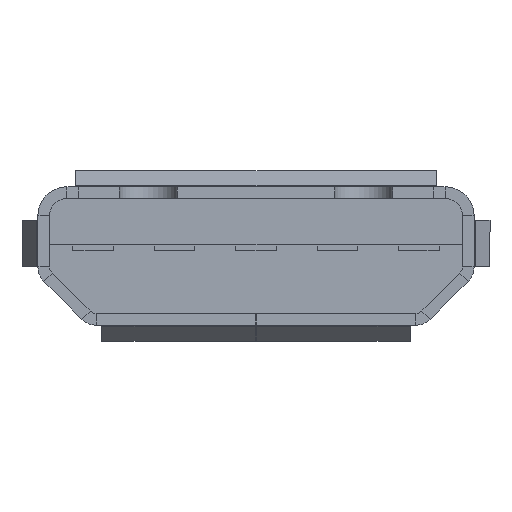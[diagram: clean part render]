
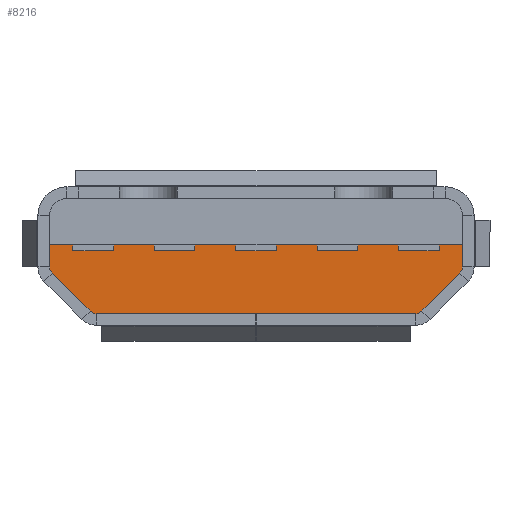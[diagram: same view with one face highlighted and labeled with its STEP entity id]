
A CAD part, front view. The second image highlights one B-rep face of the part: STEP entity #8216.
In plain terms, the highlighted planar face has unit normal (0, -1, 0).
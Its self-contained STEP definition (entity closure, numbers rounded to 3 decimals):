
#96 = CARTESIAN_POINT ( 'NONE',  ( 3.55, 2.6, -0.5 ) ) ;
#97 = VECTOR ( 'NONE', #5205, 1000. ) ;
#105 = EDGE_CURVE ( 'NONE', #7980, #550, #4562, .T. ) ;
#327 = DIRECTION ( 'NONE',  ( 1., 0., 0. ) ) ;
#351 = PLANE ( 'NONE',  #7259 ) ;
#377 = AXIS2_PLACEMENT_3D ( 'NONE', #3807, #4393, #8173 ) ;
#383 = ORIENTED_EDGE ( 'NONE', *, *, #2562, .T. ) ;
#550 = VERTEX_POINT ( 'NONE', #8056 ) ;
#568 = CARTESIAN_POINT ( 'NONE',  ( 3.55, 2.6, -1.377 ) ) ;
#996 = VERTEX_POINT ( 'NONE', #5034 ) ;
#1044 = ORIENTED_EDGE ( 'NONE', *, *, #7926, .T. ) ;
#1236 = CARTESIAN_POINT ( 'NONE',  ( 2.853, 2.6, -2.136 ) ) ;
#1246 = CARTESIAN_POINT ( 'NONE',  ( 2.747, 2.6, -2.03 ) ) ;
#1342 = ORIENTED_EDGE ( 'NONE', *, *, #105, .T. ) ;
#1369 = VERTEX_POINT ( 'NONE', #2757 ) ;
#1480 = VERTEX_POINT ( 'NONE', #2817 ) ;
#1525 = CARTESIAN_POINT ( 'NONE',  ( -3.506, 2.6, -1.483 ) ) ;
#1727 = LINE ( 'NONE', #8233, #2334 ) ;
#1846 = LINE ( 'NONE', #96, #97 ) ;
#2019 = CARTESIAN_POINT ( 'NONE',  ( -2.853, 2.6, -2.136 ) ) ;
#2054 = DIRECTION ( 'NONE',  ( 0., 0., -1. ) ) ;
#2098 = ORIENTED_EDGE ( 'NONE', *, *, #4241, .T. ) ;
#2181 = DIRECTION ( 'NONE',  ( -1., 0., 0. ) ) ;
#2334 = VECTOR ( 'NONE', #6410, 1000. ) ;
#2359 = VECTOR ( 'NONE', #2054, 1000. ) ;
#2537 = DIRECTION ( 'NONE',  ( 0.707, 0., 0.707 ) ) ;
#2552 = EDGE_CURVE ( 'NONE', #7649, #7980, #1727, .T. ) ;
#2562 = EDGE_CURVE ( 'NONE', #5591, #7377, #7713, .T. ) ;
#2594 = CARTESIAN_POINT ( 'NONE',  ( -3.4, 2.6, -1.377 ) ) ;
#2630 = EDGE_CURVE ( 'NONE', #2993, #1480, #5314, .T. ) ;
#2642 = FACE_OUTER_BOUND ( 'NONE', #3598, .T. ) ;
#2678 = DIRECTION ( 'NONE',  ( 1., 0., 0. ) ) ;
#2747 = CARTESIAN_POINT ( 'NONE',  ( -3.55, 2.6, -1.377 ) ) ;
#2757 = CARTESIAN_POINT ( 'NONE',  ( 2.853, 2.6, -2.136 ) ) ;
#2775 = CARTESIAN_POINT ( 'NONE',  ( 3.506, 2.6, -1.483 ) ) ;
#2817 = CARTESIAN_POINT ( 'NONE',  ( 3.55, 2.6, -1. ) ) ;
#2993 = VERTEX_POINT ( 'NONE', #3516 ) ;
#3181 = ORIENTED_EDGE ( 'NONE', *, *, #2552, .T. ) ;
#3290 = VECTOR ( 'NONE', #327, 1000. ) ;
#3309 = AXIS2_PLACEMENT_3D ( 'NONE', #2594, #5252, #2678 ) ;
#3514 = ORIENTED_EDGE ( 'NONE', *, *, #4632, .T. ) ;
#3516 = CARTESIAN_POINT ( 'NONE',  ( -3.55, 2.6, -1. ) ) ;
#3598 = EDGE_LOOP ( 'NONE', ( #6715, #5080, #3514, #3181, #1342, #5144, #2098, #1044, #383, #6925 ) ) ;
#3740 = CIRCLE ( 'NONE', #3309, 0.15 ) ;
#3798 = LINE ( 'NONE', #6451, #3290 ) ;
#3807 = CARTESIAN_POINT ( 'NONE',  ( -2.747, 2.6, -2.03 ) ) ;
#3955 = EDGE_CURVE ( 'NONE', #550, #5299, #3798, .T. ) ;
#4162 = CARTESIAN_POINT ( 'NONE',  ( 3.25, 2.6, -0.5 ) ) ;
#4240 = VECTOR ( 'NONE', #5748, 1000. ) ;
#4241 = EDGE_CURVE ( 'NONE', #5299, #1369, #6282, .T. ) ;
#4393 = DIRECTION ( 'NONE',  ( 0., -1., 0. ) ) ;
#4562 = CIRCLE ( 'NONE', #377, 0.15 ) ;
#4632 = EDGE_CURVE ( 'NONE', #996, #7649, #3740, .T. ) ;
#4636 = EDGE_CURVE ( 'NONE', #7377, #1480, #1846, .T. ) ;
#4814 = DIRECTION ( 'NONE',  ( 0., 1., 0. ) ) ;
#4948 = DIRECTION ( 'NONE',  ( 0., -1., 0. ) ) ;
#5034 = CARTESIAN_POINT ( 'NONE',  ( -3.55, 2.6, -1.377 ) ) ;
#5080 = ORIENTED_EDGE ( 'NONE', *, *, #7495, .T. ) ;
#5144 = ORIENTED_EDGE ( 'NONE', *, *, #3955, .T. ) ;
#5205 = DIRECTION ( 'NONE',  ( 0., 0., 1. ) ) ;
#5216 = AXIS2_PLACEMENT_3D ( 'NONE', #1246, #4948, #6455 ) ;
#5252 = DIRECTION ( 'NONE',  ( 0., -1., 0. ) ) ;
#5299 = VERTEX_POINT ( 'NONE', #8131 ) ;
#5314 = LINE ( 'NONE', #5376, #4240 ) ;
#5376 = CARTESIAN_POINT ( 'NONE',  ( -3.55, 2.6, -1. ) ) ;
#5430 = DIRECTION ( 'NONE',  ( 1., 0., 0. ) ) ;
#5591 = VERTEX_POINT ( 'NONE', #2775 ) ;
#5748 = DIRECTION ( 'NONE',  ( 1., 0., 0. ) ) ;
#6135 = AXIS2_PLACEMENT_3D ( 'NONE', #7048, #7789, #5430 ) ;
#6282 = CIRCLE ( 'NONE', #5216, 0.15 ) ;
#6410 = DIRECTION ( 'NONE',  ( 0.707, 0., -0.707 ) ) ;
#6451 = CARTESIAN_POINT ( 'NONE',  ( 2.747, 2.6, -2.18 ) ) ;
#6455 = DIRECTION ( 'NONE',  ( 1., 0., 0. ) ) ;
#6715 = ORIENTED_EDGE ( 'NONE', *, *, #2630, .F. ) ;
#6756 = LINE ( 'NONE', #2747, #2359 ) ;
#6925 = ORIENTED_EDGE ( 'NONE', *, *, #4636, .T. ) ;
#7048 = CARTESIAN_POINT ( 'NONE',  ( 3.4, 2.6, -1.377 ) ) ;
#7259 = AXIS2_PLACEMENT_3D ( 'NONE', #4162, #4814, #2181 ) ;
#7377 = VERTEX_POINT ( 'NONE', #568 ) ;
#7495 = EDGE_CURVE ( 'NONE', #2993, #996, #6756, .T. ) ;
#7649 = VERTEX_POINT ( 'NONE', #1525 ) ;
#7713 = CIRCLE ( 'NONE', #6135, 0.15 ) ;
#7789 = DIRECTION ( 'NONE',  ( 0., -1., 0. ) ) ;
#7926 = EDGE_CURVE ( 'NONE', #1369, #5591, #8232, .T. ) ;
#7980 = VERTEX_POINT ( 'NONE', #2019 ) ;
#8038 = VECTOR ( 'NONE', #2537, 1000. ) ;
#8056 = CARTESIAN_POINT ( 'NONE',  ( -2.747, 2.6, -2.18 ) ) ;
#8131 = CARTESIAN_POINT ( 'NONE',  ( 2.747, 2.6, -2.18 ) ) ;
#8173 = DIRECTION ( 'NONE',  ( 1., 0., 0. ) ) ;
#8216 = ADVANCED_FACE ( 'NONE', ( #2642 ), #351, .F. ) ;
#8232 = LINE ( 'NONE', #1236, #8038 ) ;
#8233 = CARTESIAN_POINT ( 'NONE',  ( -2.853, 2.6, -2.136 ) ) ;
